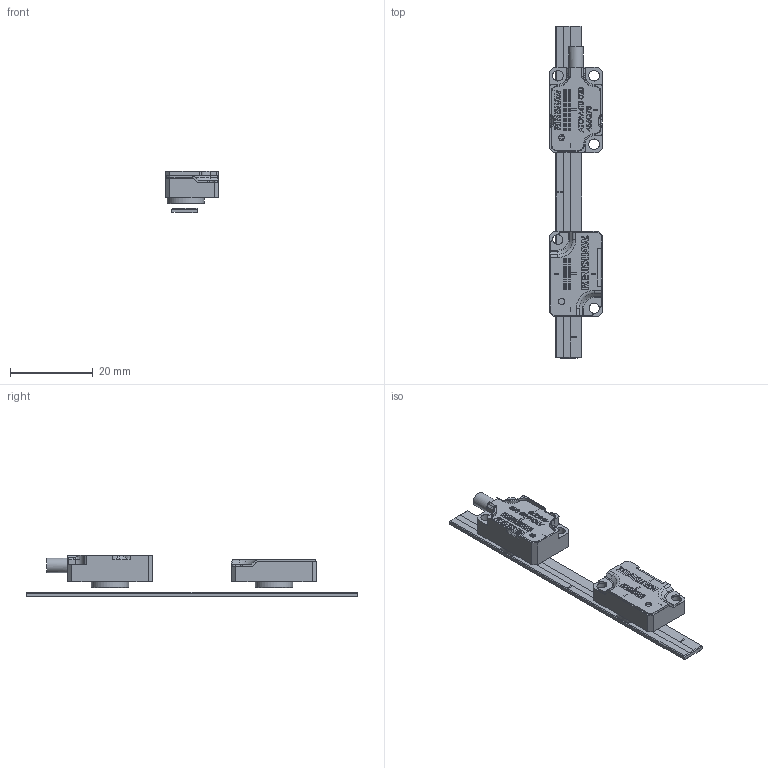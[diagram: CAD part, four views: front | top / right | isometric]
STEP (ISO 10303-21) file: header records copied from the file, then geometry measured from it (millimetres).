
FILE_DESCRIPTION(/* description */ (''),/* implementation_level */ '2;1');
FILE_NAME(/* name */ 'A-9404-8580-01-A_LINEAR ATOM SPACE MODEL 80MM 40UM END REF.stp',/* time_stamp */ '2014-03-17T16:03:44+00:00',/* author */ (''),/* organization */ (''),/* preprocessor_version */ 'ST-DEVELOPER v11',/* originating_system */ 'SIEMENS PLM Software NX 7.5',/* authorisation */ '');
FILE_SCHEMA (('AUTOMOTIVE_DESIGN { 1 0 10303 214 1 1 1 1 }'));
Products named in the file (4): M-9693-2491-02_A; M-9693-2500-01_A; M-9404-7080-01_A; A-9404-8580-01_A
Assembly tree (3 placements, depth 2):
  A-9404-8580-01_A
    M-9404-7080-01_A
    M-9693-2500-01_A
    M-9693-2491-02_A
Bounding box: 12.7 x 80 x 10.03 mm (x, y, z)
Volume: 3045 mm3; surface area: 4452.3 mm2
Topology: 6 solids, 6 shells, 2109 faces, 5795 edges, 3822 vertices
Faces by surface type: plane 1732, cylinder 243, extrusion 92, bspline 28, torus 8, cone 6
Full cylindrical faces by diameter (mm): 1.5 x1, 2.55 x5, 3.5 x1, 7.5 x2, 8.949 x2
Entity records: 73847 total; most frequent: CARTESIAN_POINT 18754, ORIENTED_EDGE 11540, DIRECTION 9165, EDGE_CURVE 5770, VECTOR 4045, LINE 3953, VERTEX_POINT 3818, AXIS2_PLACEMENT_3D 2560
